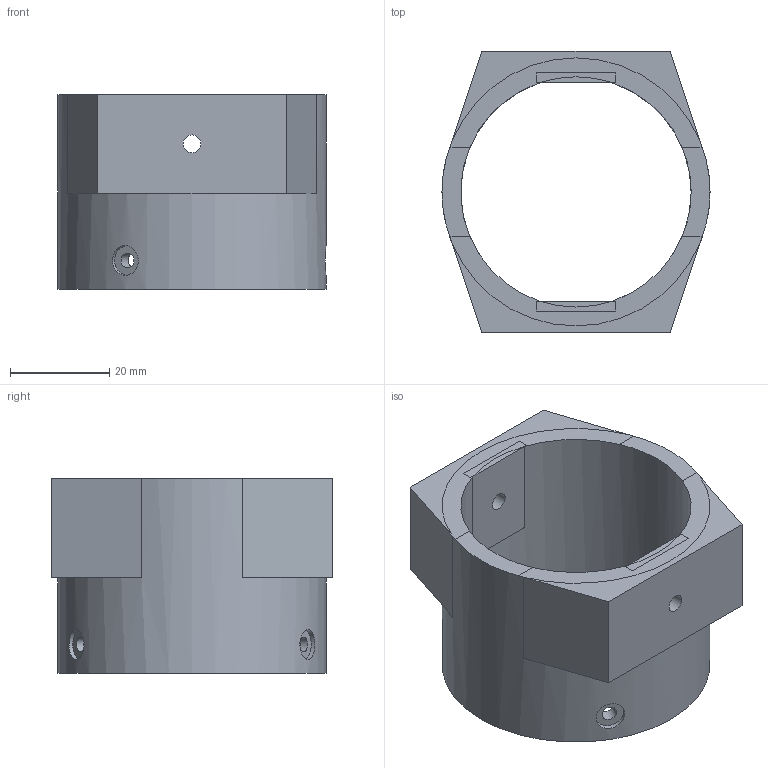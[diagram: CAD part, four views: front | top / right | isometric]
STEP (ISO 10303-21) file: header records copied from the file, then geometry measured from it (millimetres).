
FILE_DESCRIPTION(('FreeCAD Model'),'2;1');
FILE_NAME( 'turret.step' ,'2020-03-29T17:36:25',('Author'),(''), 'Open CASCADE STEP processor 7.3','FreeCAD','Unknown');
FILE_SCHEMA(('AUTOMOTIVE_DESIGN { 1 0 10303 214 1 1 1 1 }'));
Length unit declared in the file: millimetre
Products named in the file (1): turret-main-body-with-screws-clearance
Bounding box: 54 x 56.6 x 39.2 mm (x, y, z)
Volume: 31246 mm3; surface area: 15035 mm2
Topology: 1 solids, 1 shells, 36 faces, 98 edges, 64 vertices
Faces by surface type: plane 26, cylinder 10
Full cylindrical faces by diameter (mm): 3 x3, 3.6 x2, 6 x3, 46.4 x1, 54 x1
Entity records: 5104 total; most frequent: CARTESIAN_POINT 3147, DIRECTION 347, ORIENTED_EDGE 196, PCURVE 196, DEFINITIONAL_REPRESENTATION 196, LINE 184, VECTOR 184, EDGE_CURVE 98
